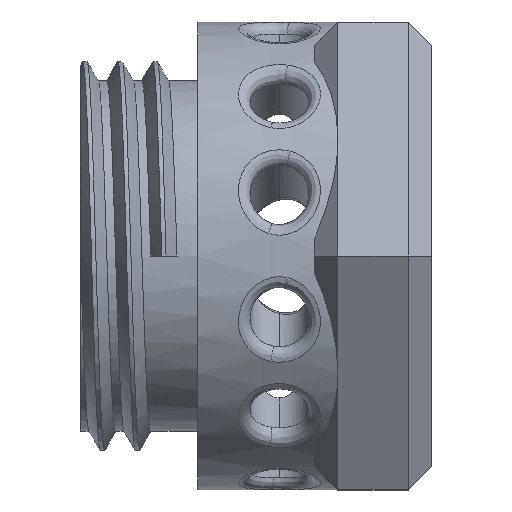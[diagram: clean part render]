
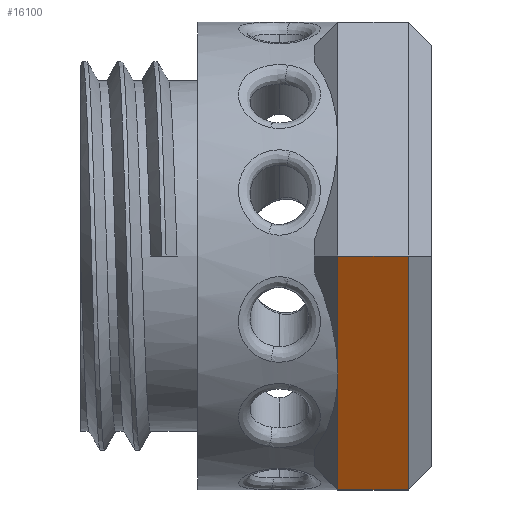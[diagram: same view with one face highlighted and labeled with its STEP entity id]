
A CAD part, left-side view. The second image highlights one B-rep face of the part: STEP entity #16100.
In plain terms, the highlighted planar face has unit normal (-0.866, 0, -0.5).
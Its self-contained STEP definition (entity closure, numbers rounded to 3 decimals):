
#296 = FACE_OUTER_BOUND ( 'NONE', #8086, .T. ) ;
#363 = EDGE_CURVE ( 'NONE', #13879, #11794, #12997, .T. ) ;
#831 = EDGE_CURVE ( 'NONE', #12651, #13879, #4379, .T. ) ;
#1306 = VERTEX_POINT ( 'NONE', #4517 ) ;
#1617 = DIRECTION ( 'NONE',  ( -0.5, 0., 0.866 ) ) ;
#1820 = DIRECTION ( 'NONE',  ( -0.5, 0., 0.866 ) ) ;
#1930 = LINE ( 'NONE', #16637, #3933 ) ;
#2712 = AXIS2_PLACEMENT_3D ( 'NONE', #3122, #17557, #1617 ) ;
#3122 = CARTESIAN_POINT ( 'NONE',  ( -23.094, -10., 0. ) ) ;
#3282 = EDGE_CURVE ( 'NONE', #7037, #1306, #1930, .T. ) ;
#3753 = DIRECTION ( 'NONE',  ( 0., -1., 0. ) ) ;
#3933 = VECTOR ( 'NONE', #9398, 1000. ) ;
#4379 = LINE ( 'NONE', #15844, #14806 ) ;
#4517 = CARTESIAN_POINT ( 'NONE',  ( -17.321, -12., -10. ) ) ;
#5864 = LINE ( 'NONE', #6044, #12220 ) ;
#5942 = DIRECTION ( 'NONE',  ( 0.5, 0., -0.866 ) ) ;
#6044 = CARTESIAN_POINT ( 'NONE',  ( -23.094, -10., 0. ) ) ;
#6066 = ORIENTED_EDGE ( 'NONE', *, *, #3282, .T. ) ;
#6924 = ORIENTED_EDGE ( 'NONE', *, *, #9548, .F. ) ;
#7037 = VERTEX_POINT ( 'NONE', #8085 ) ;
#7077 = CARTESIAN_POINT ( 'NONE',  ( -11.547, -12., -20. ) ) ;
#7426 = ORIENTED_EDGE ( 'NONE', *, *, #363, .T. ) ;
#8085 = CARTESIAN_POINT ( 'NONE',  ( -23.094, -12., 0. ) ) ;
#8086 = EDGE_LOOP ( 'NONE', ( #6924, #6066, #9090, #14433, #7426 ) ) ;
#8762 = CARTESIAN_POINT ( 'NONE',  ( -23.094, -18., 0. ) ) ;
#8809 = CARTESIAN_POINT ( 'NONE',  ( -11.547, -18., -20. ) ) ;
#9090 = ORIENTED_EDGE ( 'NONE', *, *, #12768, .T. ) ;
#9398 = DIRECTION ( 'NONE',  ( 0.5, 0., -0.866 ) ) ;
#9548 = EDGE_CURVE ( 'NONE', #7037, #11794, #5864, .T. ) ;
#10276 = VECTOR ( 'NONE', #5942, 1000. ) ;
#10595 = VECTOR ( 'NONE', #1820, 1000. ) ;
#11794 = VERTEX_POINT ( 'NONE', #17061 ) ;
#12220 = VECTOR ( 'NONE', #17411, 1000. ) ;
#12651 = VERTEX_POINT ( 'NONE', #16761 ) ;
#12768 = EDGE_CURVE ( 'NONE', #1306, #12651, #17133, .T. ) ;
#12997 = LINE ( 'NONE', #8762, #10595 ) ;
#13879 = VERTEX_POINT ( 'NONE', #8809 ) ;
#14433 = ORIENTED_EDGE ( 'NONE', *, *, #831, .T. ) ;
#14806 = VECTOR ( 'NONE', #3753, 1000. ) ;
#15844 = CARTESIAN_POINT ( 'NONE',  ( -11.547, -10., -20. ) ) ;
#15889 = PLANE ( 'NONE',  #2712 ) ;
#16100 = ADVANCED_FACE ( 'NONE', ( #296 ), #15889, .T. ) ;
#16637 = CARTESIAN_POINT ( 'NONE',  ( -17.321, -12., -10. ) ) ;
#16761 = CARTESIAN_POINT ( 'NONE',  ( -11.547, -12., -20. ) ) ;
#17061 = CARTESIAN_POINT ( 'NONE',  ( -23.094, -18., 0. ) ) ;
#17133 = LINE ( 'NONE', #7077, #10276 ) ;
#17411 = DIRECTION ( 'NONE',  ( 0., -1., 0. ) ) ;
#17557 = DIRECTION ( 'NONE',  ( -0.866, 0., -0.5 ) ) ;
